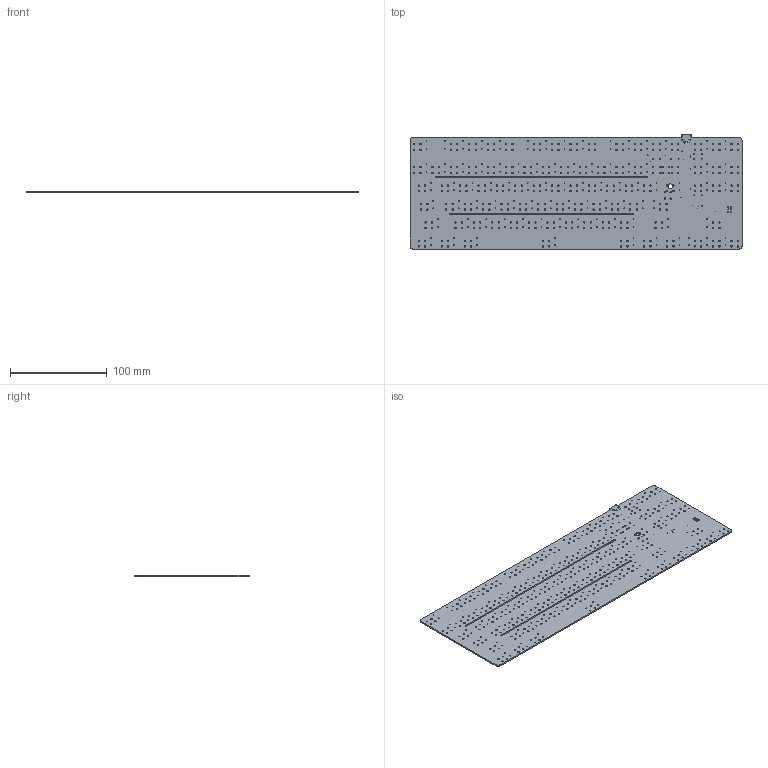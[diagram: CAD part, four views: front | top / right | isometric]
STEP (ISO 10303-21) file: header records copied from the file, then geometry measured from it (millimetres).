
FILE_DESCRIPTION(('KiCad electronic assembly'),'2;1');
FILE_NAME('kbd8x_mkii_kicad_9.0.step','2025-06-09T21:47:39',('Pcbnew'),( 'Kicad'),'Open CASCADE STEP processor 7.8','KiCad to STEP converter' ,'Unknown');
FILE_SCHEMA(('AUTOMOTIVE_DESIGN { 1 0 10303 214 1 1 1 1 }'));
Length unit declared in the file: millimetre
Products named in the file (2): kbd8x_mkii_kicad_9.0 1; kbd8x_mkii_kicad_9.0_PCB
Assembly tree (1 placements, depth 2):
  kbd8x_mkii_kicad_9.0 1
    kbd8x_mkii_kicad_9.0_PCB
Bounding box: 343.69 x 118.27 x 1.51 mm (x, y, z)
Volume: 58114.8 mm3; surface area: 82893.9 mm2
Topology: 1 solids, 1 shells, 604 faces, 1806 edges, 1204 vertices
Faces by surface type: cylinder 582, plane 22
Full cylindrical faces by diameter (mm): 0.3 x23, 0.65 x2, 0.991 x174, 1 x6, 1.4 x356, 4.75 x1
Entity records: 23363 total; most frequent: DIRECTION 4182, CARTESIAN_POINT 3616, ORIENTED_EDGE 3612, EDGE_CURVE 1806, AXIS2_PLACEMENT_3D 1770, FACE_BOUND 1740, EDGE_LOOP 1740, VERTEX_POINT 1204
